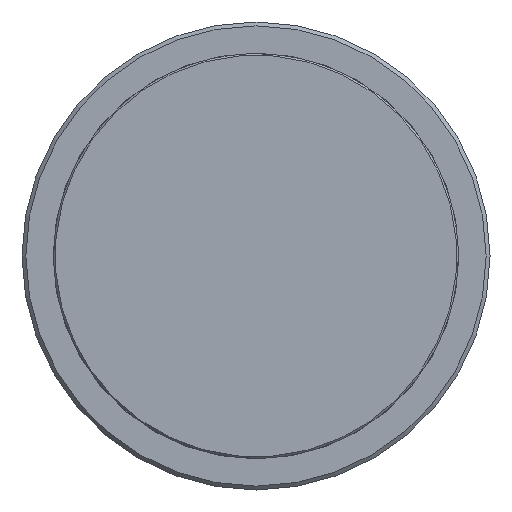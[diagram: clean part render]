
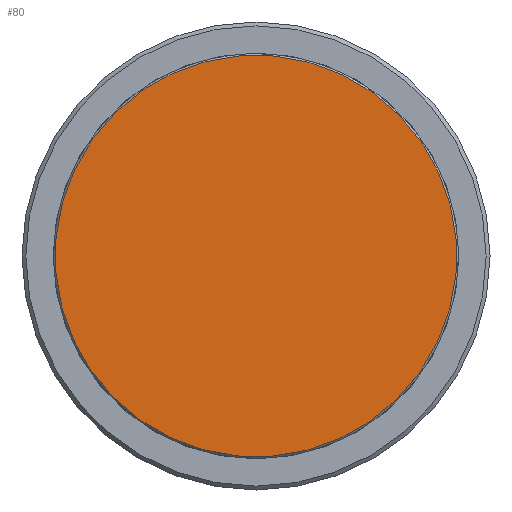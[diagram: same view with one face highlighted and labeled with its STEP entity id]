
A CAD part, front view. The second image highlights one B-rep face of the part: STEP entity #80.
In plain terms, the highlighted planar face has unit normal (0, -1, 0).
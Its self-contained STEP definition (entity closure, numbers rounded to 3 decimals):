
#14 = ORIENTED_EDGE ( 'NONE', *, *, #2836, .T. ) ;
#80 = ADVANCED_FACE ( 'NONE', ( #1530 ), #2667, .F. ) ;
#99 = CARTESIAN_POINT ( 'NONE',  ( 0., 0., 12.875 ) ) ;
#170 = CARTESIAN_POINT ( 'NONE',  ( 0., 0., 0. ) ) ;
#191 = CARTESIAN_POINT ( 'NONE',  ( 0., 0., 0. ) ) ;
#693 = AXIS2_PLACEMENT_3D ( 'NONE', #191, #2668, #1841 ) ;
#1277 = DIRECTION ( 'NONE',  ( 0., 0., 1. ) ) ;
#1530 = FACE_OUTER_BOUND ( 'NONE', #2078, .T. ) ;
#1841 = DIRECTION ( 'NONE',  ( 0., 0., 1. ) ) ;
#1933 = CIRCLE ( 'NONE', #693, 12.875 ) ;
#2078 = EDGE_LOOP ( 'NONE', ( #14 ) ) ;
#2647 = DIRECTION ( 'NONE',  ( 0., 1., 0. ) ) ;
#2667 = PLANE ( 'NONE',  #2851 ) ;
#2668 = DIRECTION ( 'NONE',  ( 0., -1., 0. ) ) ;
#2836 = EDGE_CURVE ( 'NONE', #2890, #2890, #1933, .T. ) ;
#2851 = AXIS2_PLACEMENT_3D ( 'NONE', #170, #2647, #1277 ) ;
#2890 = VERTEX_POINT ( 'NONE', #99 ) ;
